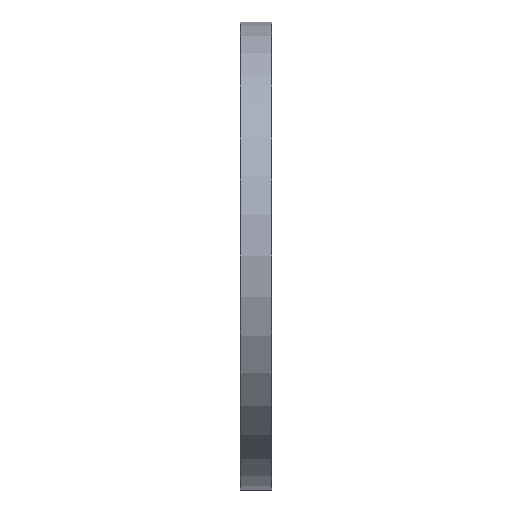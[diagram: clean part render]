
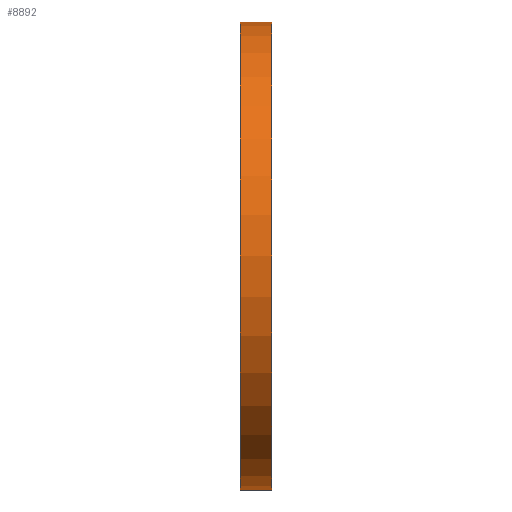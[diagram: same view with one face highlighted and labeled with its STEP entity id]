
A CAD part, left-side view. The second image highlights one B-rep face of the part: STEP entity #8892.
In plain terms, the highlighted cylindrical face has radius 60 mm (diameter 120 mm), a partial arc.
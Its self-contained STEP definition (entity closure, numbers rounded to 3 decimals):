
#597 = CARTESIAN_POINT ( 'NONE',  ( 0., 0., 0. ) ) ;
#697 = VERTEX_POINT ( 'NONE', #10085 ) ;
#1792 = CARTESIAN_POINT ( 'NONE',  ( 0., 8., 0. ) ) ;
#2198 = VERTEX_POINT ( 'NONE', #11562 ) ;
#2729 = DIRECTION ( 'NONE',  ( 0., 0., 1. ) ) ;
#3088 = DIRECTION ( 'NONE',  ( 0., 0., -1. ) ) ;
#3202 = VERTEX_POINT ( 'NONE', #12221 ) ;
#3264 = ORIENTED_EDGE ( 'NONE', *, *, #5125, .F. ) ;
#3839 = VECTOR ( 'NONE', #11776, 1000. ) ;
#4087 = ORIENTED_EDGE ( 'NONE', *, *, #7894, .T. ) ;
#5033 = VERTEX_POINT ( 'NONE', #8982 ) ;
#5125 = EDGE_CURVE ( 'NONE', #3202, #2198, #5652, .T. ) ;
#5652 = CIRCLE ( 'NONE', #11477, 60. ) ;
#5854 = EDGE_CURVE ( 'NONE', #697, #5033, #12452, .T. ) ;
#6143 = DIRECTION ( 'NONE',  ( 0., 1., 0. ) ) ;
#7564 = LINE ( 'NONE', #12841, #10467 ) ;
#7738 = LINE ( 'NONE', #12773, #3839 ) ;
#7887 = CYLINDRICAL_SURFACE ( 'NONE', #9046, 60. ) ;
#7894 = EDGE_CURVE ( 'NONE', #3202, #697, #7738, .T. ) ;
#8176 = CARTESIAN_POINT ( 'NONE',  ( 0., 8., 0. ) ) ;
#8892 = ADVANCED_FACE ( 'NONE', ( #11299 ), #7887, .T. ) ;
#8911 = EDGE_LOOP ( 'NONE', ( #13430, #3264, #4087, #11323 ) ) ;
#8982 = CARTESIAN_POINT ( 'NONE',  ( 0., 0., 60. ) ) ;
#9046 = AXIS2_PLACEMENT_3D ( 'NONE', #1792, #11420, #3088 ) ;
#9109 = DIRECTION ( 'NONE',  ( 0., 0., 1. ) ) ;
#9685 = DIRECTION ( 'NONE',  ( 0., -1., 0. ) ) ;
#10085 = CARTESIAN_POINT ( 'NONE',  ( 0., 0., -60. ) ) ;
#10242 = AXIS2_PLACEMENT_3D ( 'NONE', #597, #12922, #2729 ) ;
#10467 = VECTOR ( 'NONE', #9685, 1000. ) ;
#10653 = EDGE_CURVE ( 'NONE', #2198, #5033, #7564, .T. ) ;
#11299 = FACE_OUTER_BOUND ( 'NONE', #8911, .T. ) ;
#11323 = ORIENTED_EDGE ( 'NONE', *, *, #5854, .T. ) ;
#11420 = DIRECTION ( 'NONE',  ( 0., -1., 0. ) ) ;
#11477 = AXIS2_PLACEMENT_3D ( 'NONE', #8176, #6143, #9109 ) ;
#11562 = CARTESIAN_POINT ( 'NONE',  ( 0., 8., 60. ) ) ;
#11776 = DIRECTION ( 'NONE',  ( 0., -1., 0. ) ) ;
#12221 = CARTESIAN_POINT ( 'NONE',  ( 0., 8., -60. ) ) ;
#12452 = CIRCLE ( 'NONE', #10242, 60. ) ;
#12773 = CARTESIAN_POINT ( 'NONE',  ( 0., 8., -60. ) ) ;
#12841 = CARTESIAN_POINT ( 'NONE',  ( 0., 8., 60. ) ) ;
#12922 = DIRECTION ( 'NONE',  ( 0., 1., 0. ) ) ;
#13430 = ORIENTED_EDGE ( 'NONE', *, *, #10653, .F. ) ;
